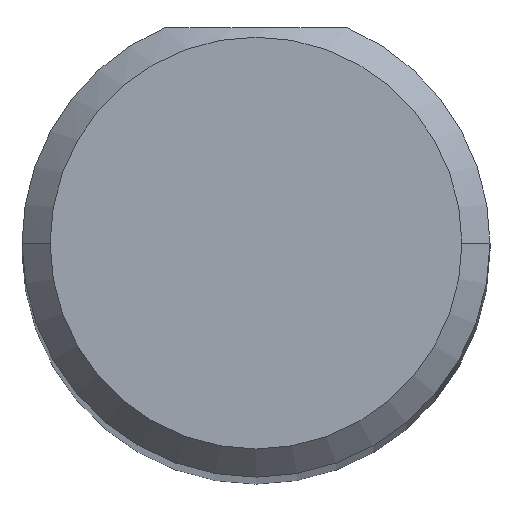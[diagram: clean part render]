
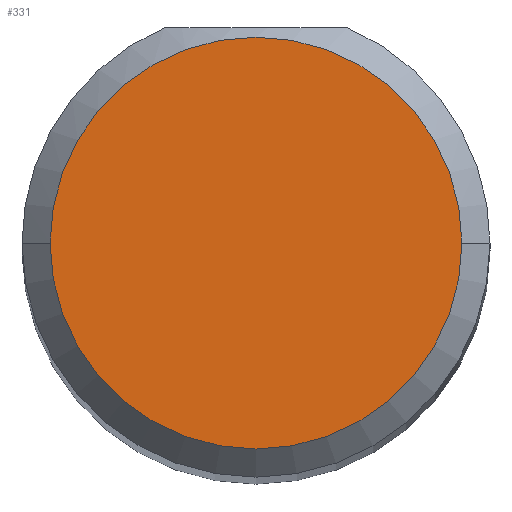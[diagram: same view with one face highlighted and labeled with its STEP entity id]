
A CAD part, top view. The second image highlights one B-rep face of the part: STEP entity #331.
In plain terms, the highlighted planar face has unit normal (0, 0, 1).
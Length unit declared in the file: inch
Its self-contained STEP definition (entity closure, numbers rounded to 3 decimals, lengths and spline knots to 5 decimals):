
#1 = PLANE ( 'NONE',  #207 ) ;
#47 = DIRECTION ( 'NONE',  ( 0., 0., -1. ) ) ;
#58 = ORIENTED_EDGE ( 'NONE', *, *, #446, .F. ) ;
#91 = DIRECTION ( 'NONE',  ( -1., 0., 0. ) ) ;
#123 = CARTESIAN_POINT ( 'NONE',  ( 0.5, 0., 2.5 ) ) ;
#157 = VERTEX_POINT ( 'NONE', #506 ) ;
#175 = DIRECTION ( 'NONE',  ( 0., 0., 1. ) ) ;
#180 = FACE_OUTER_BOUND ( 'NONE', #281, .T. ) ;
#207 = AXIS2_PLACEMENT_3D ( 'NONE', #123, #175, #353 ) ;
#221 = VERTEX_POINT ( 'NONE', #452 ) ;
#241 = AXIS2_PLACEMENT_3D ( 'NONE', #448, #47, #326 ) ;
#281 = EDGE_LOOP ( 'NONE', ( #58, #538 ) ) ;
#310 = CIRCLE ( 'NONE', #241, 0.11 ) ;
#326 = DIRECTION ( 'NONE',  ( -1., 0., 0. ) ) ;
#331 = ADVANCED_FACE ( 'NONE', ( #180 ), #1, .T. ) ;
#353 = DIRECTION ( 'NONE',  ( -1., 0., 0. ) ) ;
#403 = CARTESIAN_POINT ( 'NONE',  ( 0.5, 0., 2.5 ) ) ;
#428 = EDGE_CURVE ( 'NONE', #157, #221, #483, .T. ) ;
#446 = EDGE_CURVE ( 'NONE', #221, #157, #310, .T. ) ;
#448 = CARTESIAN_POINT ( 'NONE',  ( 0.5, 0., 2.5 ) ) ;
#452 = CARTESIAN_POINT ( 'NONE',  ( 0.61, 0., 2.5 ) ) ;
#483 = CIRCLE ( 'NONE', #545, 0.11 ) ;
#489 = DIRECTION ( 'NONE',  ( 0., 0., -1. ) ) ;
#506 = CARTESIAN_POINT ( 'NONE',  ( 0.39, 0., 2.5 ) ) ;
#538 = ORIENTED_EDGE ( 'NONE', *, *, #428, .F. ) ;
#545 = AXIS2_PLACEMENT_3D ( 'NONE', #403, #489, #91 ) ;
